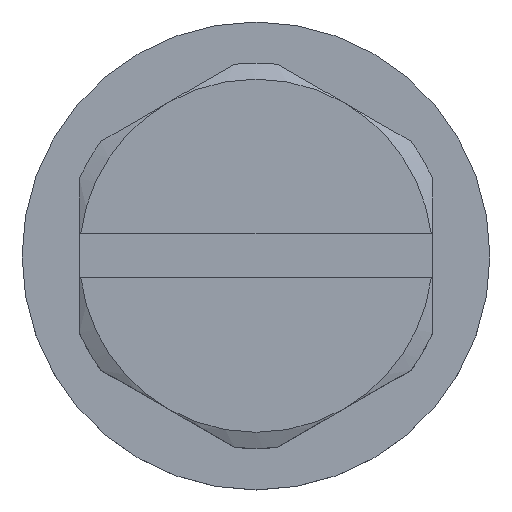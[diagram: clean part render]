
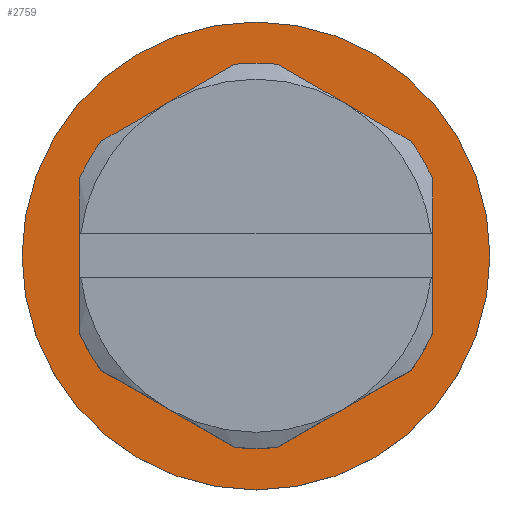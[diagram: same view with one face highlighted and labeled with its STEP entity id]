
A CAD part, top view. The second image highlights one B-rep face of the part: STEP entity #2759.
In plain terms, the highlighted planar face has unit normal (0, 0, 1).
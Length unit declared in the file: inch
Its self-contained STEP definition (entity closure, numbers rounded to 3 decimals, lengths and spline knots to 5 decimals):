
#15=PLANE($,#2799);
#84=LINE($,#10306,#173);
#85=LINE($,#10310,#174);
#86=LINE($,#10314,#175);
#87=LINE($,#10318,#176);
#88=LINE($,#10322,#177);
#89=LINE($,#10325,#178);
#173=VECTOR($,#2930,0.13639);
#174=VECTOR($,#2933,0.13639);
#175=VECTOR($,#2936,0.13639);
#176=VECTOR($,#2939,0.13639);
#177=VECTOR($,#2942,0.13639);
#178=VECTOR($,#2945,0.13639);
#640=FACE_BOUND($,#799,.T.);
#706=FACE_OUTER_BOUND($,#798,.T.);
#798=EDGE_LOOP($,(#2560));
#799=EDGE_LOOP($,(#2561,#2562,#2563,#2564,#2565,#2566,#2567,#2568,#2569,
#2570,#2571,#2572));
#823=CIRCLE($,#2787,0.207);
#830=CIRCLE($,#2800,0.17048);
#831=CIRCLE($,#2801,0.17048);
#832=CIRCLE($,#2802,0.17048);
#833=CIRCLE($,#2803,0.17048);
#834=CIRCLE($,#2804,0.17048);
#835=CIRCLE($,#2805,0.17048);
#848=VERTEX_POINT($,#3044);
#1205=VERTEX_POINT($,#10302);
#1206=VERTEX_POINT($,#10303);
#1207=VERTEX_POINT($,#10305);
#1208=VERTEX_POINT($,#10307);
#1209=VERTEX_POINT($,#10309);
#1210=VERTEX_POINT($,#10311);
#1211=VERTEX_POINT($,#10313);
#1212=VERTEX_POINT($,#10315);
#1213=VERTEX_POINT($,#10317);
#1214=VERTEX_POINT($,#10319);
#1215=VERTEX_POINT($,#10321);
#1216=VERTEX_POINT($,#10323);
#1245=EDGE_CURVE($,#848,#848,#823,.T.);
#1663=EDGE_CURVE($,#1205,#1206,#830,.T.);
#1664=EDGE_CURVE($,#1206,#1207,#84,.T.);
#1665=EDGE_CURVE($,#1207,#1208,#831,.T.);
#1666=EDGE_CURVE($,#1208,#1209,#85,.T.);
#1667=EDGE_CURVE($,#1209,#1210,#832,.T.);
#1668=EDGE_CURVE($,#1210,#1211,#86,.T.);
#1669=EDGE_CURVE($,#1211,#1212,#833,.T.);
#1670=EDGE_CURVE($,#1212,#1213,#87,.T.);
#1671=EDGE_CURVE($,#1213,#1214,#834,.T.);
#1672=EDGE_CURVE($,#1214,#1215,#88,.T.);
#1673=EDGE_CURVE($,#1215,#1216,#835,.T.);
#1674=EDGE_CURVE($,#1216,#1205,#89,.T.);
#2560=ORIENTED_EDGE($,*,*,#1245,.F.);
#2561=ORIENTED_EDGE($,*,*,#1663,.T.);
#2562=ORIENTED_EDGE($,*,*,#1664,.T.);
#2563=ORIENTED_EDGE($,*,*,#1665,.T.);
#2564=ORIENTED_EDGE($,*,*,#1666,.T.);
#2565=ORIENTED_EDGE($,*,*,#1667,.T.);
#2566=ORIENTED_EDGE($,*,*,#1668,.T.);
#2567=ORIENTED_EDGE($,*,*,#1669,.T.);
#2568=ORIENTED_EDGE($,*,*,#1670,.T.);
#2569=ORIENTED_EDGE($,*,*,#1671,.T.);
#2570=ORIENTED_EDGE($,*,*,#1672,.T.);
#2571=ORIENTED_EDGE($,*,*,#1673,.T.);
#2572=ORIENTED_EDGE($,*,*,#1674,.T.);
#2759=ADVANCED_FACE($,(#706,#640),#15,.F.);
#2787=AXIS2_PLACEMENT_3D($,#3045,#2845,#2846);
#2799=AXIS2_PLACEMENT_3D($,#10301,#2926,#2927);
#2800=AXIS2_PLACEMENT_3D($,#10304,#2928,#2929);
#2801=AXIS2_PLACEMENT_3D($,#10308,#2931,#2932);
#2802=AXIS2_PLACEMENT_3D($,#10312,#2934,#2935);
#2803=AXIS2_PLACEMENT_3D($,#10316,#2937,#2938);
#2804=AXIS2_PLACEMENT_3D($,#10320,#2940,#2941);
#2805=AXIS2_PLACEMENT_3D($,#10324,#2943,#2944);
#2845=DIRECTION('center_axis',(0.,0.,-1.));
#2846=DIRECTION('ref_axis',(-1.,0.,0.));
#2926=DIRECTION('center_axis',(0.,0.,-1.));
#2927=DIRECTION('ref_axis',(-1.,0.,0.));
#2928=DIRECTION('center_axis',(0.,0.,-1.));
#2929=DIRECTION('ref_axis',(-1.,0.,0.));
#2930=DIRECTION($,(-0.866,0.5,0.));
#2931=DIRECTION('center_axis',(0.,0.,-1.));
#2932=DIRECTION('ref_axis',(-1.,0.,0.));
#2933=DIRECTION($,(0.,1.,0.));
#2934=DIRECTION('center_axis',(0.,0.,-1.));
#2935=DIRECTION('ref_axis',(-1.,0.,0.));
#2936=DIRECTION($,(0.866,0.5,0.));
#2937=DIRECTION('center_axis',(0.,0.,-1.));
#2938=DIRECTION('ref_axis',(-1.,0.,0.));
#2939=DIRECTION($,(0.866,-0.5,0.));
#2940=DIRECTION('center_axis',(0.,0.,-1.));
#2941=DIRECTION('ref_axis',(-1.,0.,0.));
#2942=DIRECTION($,(0.,-1.,0.));
#2943=DIRECTION('center_axis',(0.,0.,-1.));
#2944=DIRECTION('ref_axis',(-1.,0.,0.));
#2945=DIRECTION($,(-0.866,-0.5,0.));
#3044=CARTESIAN_POINT('',(-0.207,0.,0.0302));
#3045=CARTESIAN_POINT('Origin',(0.,0.,0.0302));
#10301=CARTESIAN_POINT('Origin',(0.,0.,0.0302));
#10302=CARTESIAN_POINT('',(0.01907,-0.16941,0.0302));
#10303=CARTESIAN_POINT('',(-0.01907,-0.16941,0.0302));
#10304=CARTESIAN_POINT('Origin',(0.,0.,0.0302));
#10305=CARTESIAN_POINT('',(-0.13718,-0.10122,0.0302));
#10306=CARTESIAN_POINT($,(-0.15625,-0.09021,0.0302));
#10307=CARTESIAN_POINT('',(-0.15625,-0.06819,0.0302));
#10308=CARTESIAN_POINT('Origin',(0.,0.,0.0302));
#10309=CARTESIAN_POINT('',(-0.15625,0.06819,0.0302));
#10310=CARTESIAN_POINT($,(-0.15625,0.09021,0.0302));
#10311=CARTESIAN_POINT('',(-0.13718,0.10122,0.0302));
#10312=CARTESIAN_POINT('Origin',(0.,0.,0.0302));
#10313=CARTESIAN_POINT('',(-0.01907,0.16941,0.0302));
#10314=CARTESIAN_POINT($,(0.,0.18042,0.0302));
#10315=CARTESIAN_POINT('',(0.01907,0.16941,0.0302));
#10316=CARTESIAN_POINT('Origin',(0.,0.,0.0302));
#10317=CARTESIAN_POINT('',(0.13718,0.10122,0.0302));
#10318=CARTESIAN_POINT($,(0.15625,0.09021,0.0302));
#10319=CARTESIAN_POINT('',(0.15625,0.06819,0.0302));
#10320=CARTESIAN_POINT('Origin',(0.,0.,0.0302));
#10321=CARTESIAN_POINT('',(0.15625,-0.06819,0.0302));
#10322=CARTESIAN_POINT($,(0.15625,-0.09021,0.0302));
#10323=CARTESIAN_POINT('',(0.13718,-0.10122,0.0302));
#10324=CARTESIAN_POINT('Origin',(0.,0.,0.0302));
#10325=CARTESIAN_POINT($,(0.,-0.18042,0.0302));
